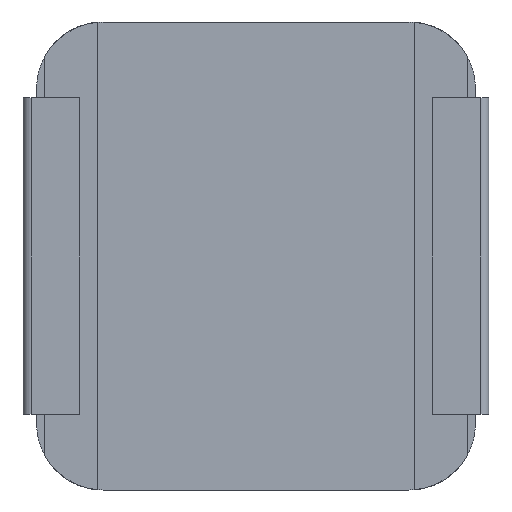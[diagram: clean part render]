
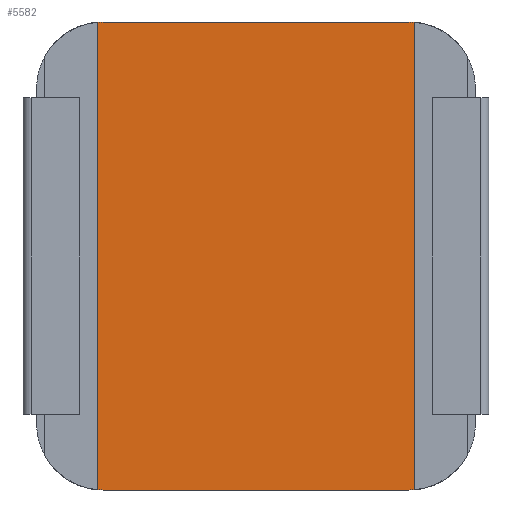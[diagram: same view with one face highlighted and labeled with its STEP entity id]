
A CAD part, front view. The second image highlights one B-rep face of the part: STEP entity #5582.
In plain terms, the highlighted planar face has unit normal (0, -1, 0).
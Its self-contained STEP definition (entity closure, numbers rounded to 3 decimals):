
#54 = DIRECTION ( 'NONE',  ( 0., 0., 1. ) ) ;
#244 = VERTEX_POINT ( 'NONE', #4245 ) ;
#291 = ORIENTED_EDGE ( 'NONE', *, *, #3110, .T. ) ;
#402 = LINE ( 'NONE', #1791, #908 ) ;
#403 = DIRECTION ( 'NONE',  ( 0., 0., 1. ) ) ;
#489 = EDGE_CURVE ( 'NONE', #5050, #3566, #2584, .T. ) ;
#527 = EDGE_CURVE ( 'NONE', #746, #1077, #1885, .T. ) ;
#723 = CARTESIAN_POINT ( 'NONE',  ( -8.25, 0., -8.8 ) ) ;
#738 = DIRECTION ( 'NONE',  ( -1., 0., 0. ) ) ;
#746 = VERTEX_POINT ( 'NONE', #2655 ) ;
#754 = AXIS2_PLACEMENT_3D ( 'NONE', #4030, #4921, #403 ) ;
#772 = EDGE_CURVE ( 'NONE', #3927, #1488, #402, .T. ) ;
#908 = VECTOR ( 'NONE', #3619, 1000. ) ;
#994 = EDGE_CURVE ( 'NONE', #5072, #1077, #3877, .T. ) ;
#1077 = VERTEX_POINT ( 'NONE', #2569 ) ;
#1120 = CARTESIAN_POINT ( 'NONE',  ( 5.95, 0., 8.792 ) ) ;
#1125 = CARTESIAN_POINT ( 'NONE',  ( -5.95, 0., -8.792 ) ) ;
#1180 = AXIS2_PLACEMENT_3D ( 'NONE', #5320, #2645, #2604 ) ;
#1383 = CARTESIAN_POINT ( 'NONE',  ( 5.75, 0., -6.3 ) ) ;
#1488 = VERTEX_POINT ( 'NONE', #1120 ) ;
#1676 = CIRCLE ( 'NONE', #1180, 2.5 ) ;
#1698 = EDGE_CURVE ( 'NONE', #5050, #3927, #2162, .T. ) ;
#1736 = ORIENTED_EDGE ( 'NONE', *, *, #4260, .T. ) ;
#1791 = CARTESIAN_POINT ( 'NONE',  ( 5.95, 0., -8.8 ) ) ;
#1885 = CIRCLE ( 'NONE', #5506, 2.5 ) ;
#2062 = CARTESIAN_POINT ( 'NONE',  ( 0., 0., 0. ) ) ;
#2162 = CIRCLE ( 'NONE', #3891, 2.5 ) ;
#2569 = CARTESIAN_POINT ( 'NONE',  ( -5.95, 0., 8.792 ) ) ;
#2584 = LINE ( 'NONE', #723, #2875 ) ;
#2604 = DIRECTION ( 'NONE',  ( 0., 0., 1. ) ) ;
#2645 = DIRECTION ( 'NONE',  ( 0., -1., 0. ) ) ;
#2655 = CARTESIAN_POINT ( 'NONE',  ( -5.75, 0., 8.8 ) ) ;
#2682 = EDGE_LOOP ( 'NONE', ( #4613, #3571, #4677, #1736, #5367, #3194, #5077, #291 ) ) ;
#2875 = VECTOR ( 'NONE', #738, 1000. ) ;
#3051 = DIRECTION ( 'NONE',  ( 0., 0., 1. ) ) ;
#3110 = EDGE_CURVE ( 'NONE', #5072, #3566, #1676, .T. ) ;
#3192 = DIRECTION ( 'NONE',  ( 0., -1., 0. ) ) ;
#3194 = ORIENTED_EDGE ( 'NONE', *, *, #527, .T. ) ;
#3213 = VECTOR ( 'NONE', #4550, 1000. ) ;
#3285 = CARTESIAN_POINT ( 'NONE',  ( -8.25, 0., 8.8 ) ) ;
#3348 = DIRECTION ( 'NONE',  ( 0., 0., 1. ) ) ;
#3442 = DIRECTION ( 'NONE',  ( 0., 0., 1. ) ) ;
#3566 = VERTEX_POINT ( 'NONE', #3893 ) ;
#3571 = ORIENTED_EDGE ( 'NONE', *, *, #1698, .T. ) ;
#3619 = DIRECTION ( 'NONE',  ( 0., 0., 1. ) ) ;
#3825 = CARTESIAN_POINT ( 'NONE',  ( 5.75, 0., -8.8 ) ) ;
#3877 = LINE ( 'NONE', #5579, #5228 ) ;
#3891 = AXIS2_PLACEMENT_3D ( 'NONE', #1383, #3192, #54 ) ;
#3893 = CARTESIAN_POINT ( 'NONE',  ( -5.75, 0., -8.8 ) ) ;
#3923 = AXIS2_PLACEMENT_3D ( 'NONE', #2062, #4762, #3442 ) ;
#3927 = VERTEX_POINT ( 'NONE', #4262 ) ;
#4030 = CARTESIAN_POINT ( 'NONE',  ( 5.75, 0., 6.3 ) ) ;
#4120 = CIRCLE ( 'NONE', #754, 2.5 ) ;
#4245 = CARTESIAN_POINT ( 'NONE',  ( 5.75, 0., 8.8 ) ) ;
#4260 = EDGE_CURVE ( 'NONE', #1488, #244, #4120, .T. ) ;
#4262 = CARTESIAN_POINT ( 'NONE',  ( 5.95, 0., -8.792 ) ) ;
#4332 = FACE_OUTER_BOUND ( 'NONE', #2682, .T. ) ;
#4457 = CARTESIAN_POINT ( 'NONE',  ( -5.75, 0., 6.3 ) ) ;
#4490 = EDGE_CURVE ( 'NONE', #746, #244, #4964, .T. ) ;
#4550 = DIRECTION ( 'NONE',  ( 1., 0., 0. ) ) ;
#4613 = ORIENTED_EDGE ( 'NONE', *, *, #489, .F. ) ;
#4677 = ORIENTED_EDGE ( 'NONE', *, *, #772, .T. ) ;
#4736 = PLANE ( 'NONE',  #3923 ) ;
#4762 = DIRECTION ( 'NONE',  ( 0., 1., 0. ) ) ;
#4876 = DIRECTION ( 'NONE',  ( 0., -1., 0. ) ) ;
#4921 = DIRECTION ( 'NONE',  ( 0., -1., 0. ) ) ;
#4964 = LINE ( 'NONE', #3285, #3213 ) ;
#5050 = VERTEX_POINT ( 'NONE', #3825 ) ;
#5072 = VERTEX_POINT ( 'NONE', #1125 ) ;
#5077 = ORIENTED_EDGE ( 'NONE', *, *, #994, .F. ) ;
#5228 = VECTOR ( 'NONE', #3348, 1000. ) ;
#5320 = CARTESIAN_POINT ( 'NONE',  ( -5.75, 0., -6.3 ) ) ;
#5367 = ORIENTED_EDGE ( 'NONE', *, *, #4490, .F. ) ;
#5506 = AXIS2_PLACEMENT_3D ( 'NONE', #4457, #4876, #3051 ) ;
#5579 = CARTESIAN_POINT ( 'NONE',  ( -5.95, 0., -8.8 ) ) ;
#5582 = ADVANCED_FACE ( 'NONE', ( #4332 ), #4736, .F. ) ;
